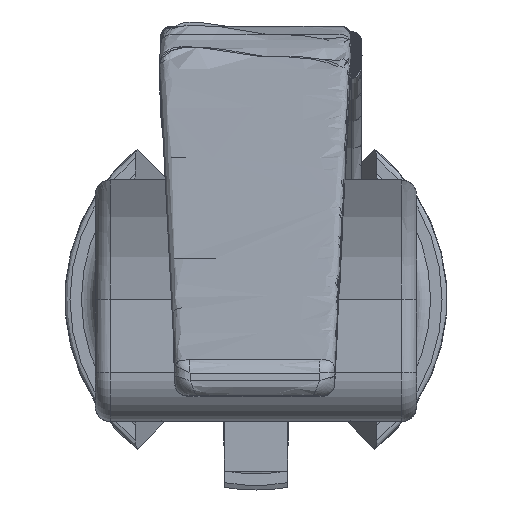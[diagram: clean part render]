
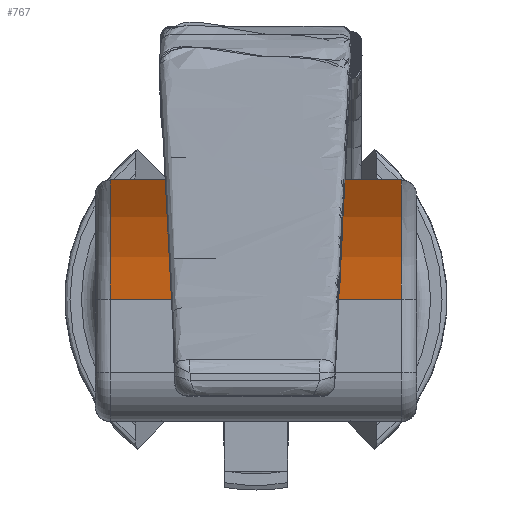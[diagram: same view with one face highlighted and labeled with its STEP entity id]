
A CAD part, front view. The second image highlights one B-rep face of the part: STEP entity #767.
In plain terms, the highlighted cylindrical face has radius 6.146 mm (diameter 12.292 mm), a partial arc.
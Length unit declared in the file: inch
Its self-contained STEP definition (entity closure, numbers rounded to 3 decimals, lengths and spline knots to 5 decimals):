
#116=CYLINDRICAL_SURFACE('',#2250,0.24197);
#175=LINE('',#11076,#296);
#193=LINE('',#11152,#314);
#296=VECTOR('',#2500,1.);
#314=VECTOR('',#2546,1.);
#427=CIRCLE('',#2248,0.24197);
#428=CIRCLE('',#2249,0.24197);
#637=FACE_OUTER_BOUND('',#950,.T.);
#767=ADVANCED_FACE('',(#637),#116,.F.);
#950=EDGE_LOOP('',(#1177,#1178,#1179,#1180));
#1177=ORIENTED_EDGE('',*,*,#1886,.F.);
#1178=ORIENTED_EDGE('',*,*,#1919,.T.);
#1179=ORIENTED_EDGE('',*,*,#1915,.T.);
#1180=ORIENTED_EDGE('',*,*,#1920,.T.);
#1688=VERTEX_POINT('',#11075);
#1689=VERTEX_POINT('',#11077);
#1714=VERTEX_POINT('',#11153);
#1715=VERTEX_POINT('',#11154);
#1886=EDGE_CURVE('',#1688,#1689,#175,.T.);
#1915=EDGE_CURVE('',#1714,#1715,#193,.T.);
#1919=EDGE_CURVE('',#1688,#1714,#427,.T.);
#1920=EDGE_CURVE('',#1715,#1689,#428,.T.);
#2248=AXIS2_PLACEMENT_3D('',#11161,#2552,#2553);
#2249=AXIS2_PLACEMENT_3D('',#11162,#2554,#2555);
#2250=AXIS2_PLACEMENT_3D('',#11163,#2556,#2557);
#2500=DIRECTION('',(-1.,0.,0.));
#2546=DIRECTION('',(-1.,0.,0.));
#2552=DIRECTION('',(1.,0.,0.));
#2553=DIRECTION('',(0.,0.,-1.));
#2554=DIRECTION('',(-1.,0.,0.));
#2555=DIRECTION('',(0.,0.,-1.));
#2556=DIRECTION('',(-1.,0.,0.));
#2557=DIRECTION('',(0.,0.,1.));
#11075=CARTESIAN_POINT('',(0.14488,-0.6447,0.));
#11076=CARTESIAN_POINT('',(0.15988,-0.6447,0.));
#11077=CARTESIAN_POINT('',(-0.14512,-0.6447,0.));
#11152=CARTESIAN_POINT('',(0.15988,-0.68319,0.11886));
#11153=CARTESIAN_POINT('',(0.14488,-0.68319,0.11886));
#11154=CARTESIAN_POINT('',(-0.14512,-0.68319,0.11886));
#11161=CARTESIAN_POINT('',(0.14488,-0.88635,-0.01258));
#11162=CARTESIAN_POINT('',(-0.14512,-0.88635,-0.01258));
#11163=CARTESIAN_POINT('',(0.15988,-0.88635,-0.01258));
